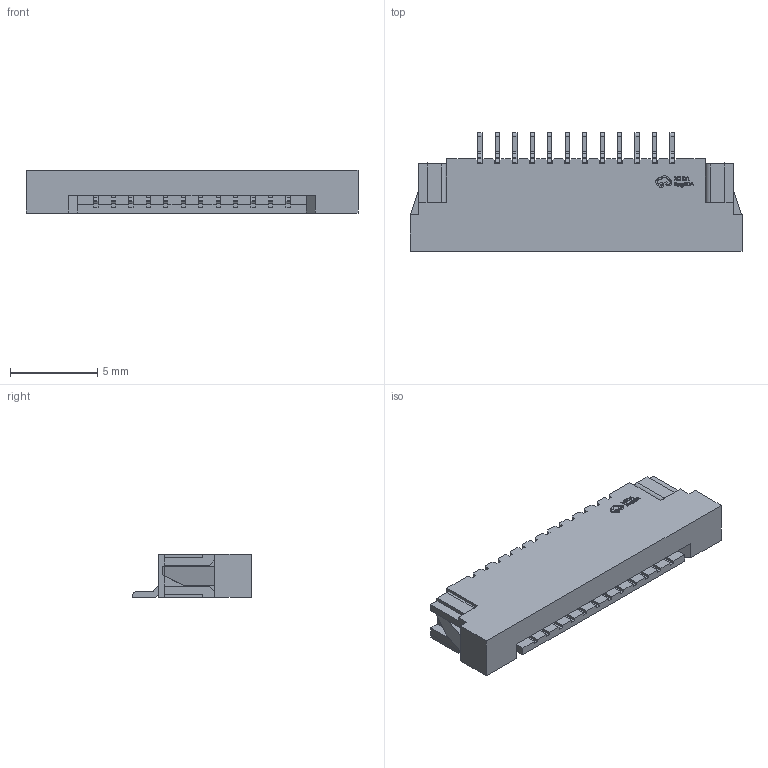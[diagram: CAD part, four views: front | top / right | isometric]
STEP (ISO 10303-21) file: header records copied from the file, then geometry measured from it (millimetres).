
FILE_DESCRIPTION (( 'STEP AP214' ), '1' );
FILE_NAME ('FPC-SMD_12P-P1.00_CKMTW_F-FPC1M12P-B310.step', '2022-07-06T08:09:18', ( '' ), ( '' ), 'SwSTEP 2.0', 'SolidWorks 2020', '' );
FILE_SCHEMA (( 'AUTOMOTIVE_DESIGN' ));
Length unit declared in the file: millimetre
Products named in the file (1): FPC-SMD_12P-P1.00_CKMTW_F-FPC1M12P-B310
Bounding box: 19 x 6.8 x 2.51 mm (x, y, z)
Volume: 173.1 mm3; surface area: 655.3 mm2
Topology: 3 solids, 3 shells, 876 faces, 2454 edges, 1634 vertices
Faces by surface type: plane 620, cylinder 144, bspline 112
Entity records: 38362 total; most frequent: CARTESIAN_POINT 6681, ORIENTED_EDGE 4908, DIRECTION 4001, EDGE_CURVE 2454, LINE 1895, VECTOR 1895, VERTEX_POINT 1634, AXIS2_PLACEMENT_3D 1053
